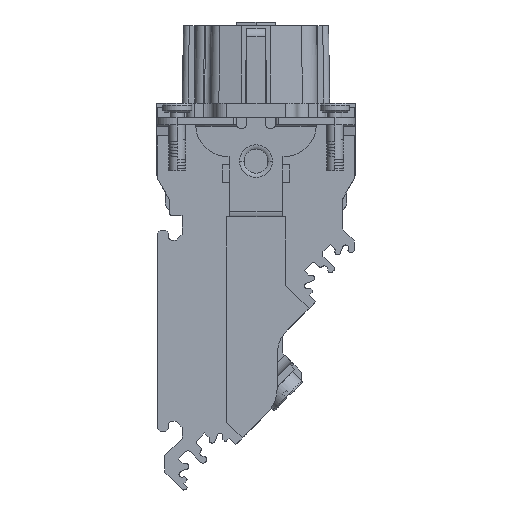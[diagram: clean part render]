
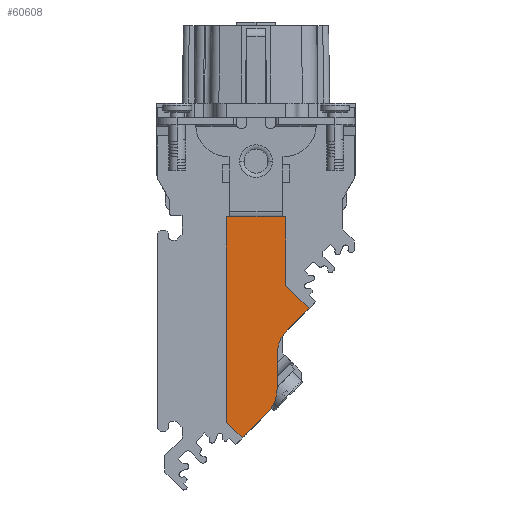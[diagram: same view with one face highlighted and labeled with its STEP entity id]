
A CAD part, left-side view. The second image highlights one B-rep face of the part: STEP entity #60608.
In plain terms, the highlighted planar face has unit normal (-1, 0, 0).
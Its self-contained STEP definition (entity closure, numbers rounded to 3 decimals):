
#18734=DIRECTION('',(0.,0.707,-0.707));
#18735=VECTOR('',#18734,5.982);
#18736=CARTESIAN_POINT('',(-18.233,-1.86,
-39.5));
#18737=LINE('',#18736,#18735);
#20132=DIRECTION('',(0.,-0.707,-0.707));
#20133=VECTOR('',#20132,3.79);
#20134=CARTESIAN_POINT('',(-18.233,5.05,
-41.05));
#20135=LINE('',#20134,#20133);
#20136=DIRECTION('',(0.,0.,-1.));
#20137=VECTOR('',#20136,35.117);
#20138=CARTESIAN_POINT('',(-18.233,5.05,
-5.933));
#20139=LINE('',#20138,#20137);
#20140=DIRECTION('',(0.,1.,0.));
#20141=VECTOR('',#20140,10.149);
#20142=CARTESIAN_POINT('',(-18.233,-5.099,
-5.933));
#20143=LINE('',#20142,#20141);
#20144=DIRECTION('',(0.,0.,1.));
#20145=VECTOR('',#20144,11.656);
#20146=CARTESIAN_POINT('',(-18.233,-5.099,
-17.589));
#20147=LINE('',#20146,#20145);
#20148=DIRECTION('',(0.,0.707,0.707));
#20149=VECTOR('',#20148,5.621);
#20150=CARTESIAN_POINT('',(-18.233,-9.074,
-21.564));
#20151=LINE('',#20150,#20149);
#20210=DIRECTION('',(0.,-0.707,0.707));
#20211=VECTOR('',#20210,5.231);
#20212=CARTESIAN_POINT('',(-18.233,-5.375,
-25.263));
#20213=LINE('',#20212,#20211);
#21301=CARTESIAN_POINT('',(-18.233,-9.617,-29.505));
#21302=DIRECTION('',(-1.,0.,0.));
#21303=DIRECTION('',(0.,0.707,0.707));
#21304=AXIS2_PLACEMENT_3D('',#21301,#21302,#21303);
#21319=DIRECTION('',(0.,0.,1.));
#21320=VECTOR('',#21319,5.752);
#21321=CARTESIAN_POINT('',(-18.233,-3.617,-35.257));
#21322=LINE('',#21321,#21320);
#21688=CARTESIAN_POINT('',(-18.233,2.383,-35.257));
#21689=DIRECTION('',(-1.,0.,0.));
#21690=DIRECTION('',(0.,-0.707,-0.707));
#21691=AXIS2_PLACEMENT_3D('',#21688,#21689,#21690);
#33394=CARTESIAN_POINT('',(-18.233,5.05,
-5.933));
#33395=CARTESIAN_POINT('',(-18.233,5.05,
-41.05));
#33396=VERTEX_POINT('',#33394);
#33397=VERTEX_POINT('',#33395);
#33398=CARTESIAN_POINT('',(-18.233,-5.099,
-17.589));
#33399=CARTESIAN_POINT('',(-18.233,-5.099,
-5.933));
#33400=VERTEX_POINT('',#33398);
#33401=VERTEX_POINT('',#33399);
#33414=CARTESIAN_POINT('',(-18.233,-1.86,
-39.5));
#33415=CARTESIAN_POINT('',(-18.233,2.37,
-43.73));
#33416=VERTEX_POINT('',#33414);
#33417=VERTEX_POINT('',#33415);
#33418=CARTESIAN_POINT('',(-18.233,-3.617,-35.257));
#33419=VERTEX_POINT('',#33418);
#33420=CARTESIAN_POINT('',(-18.233,-3.617,-29.505));
#33421=VERTEX_POINT('',#33420);
#33422=CARTESIAN_POINT('',(-18.233,-5.375,
-25.263));
#33423=VERTEX_POINT('',#33422);
#33424=CARTESIAN_POINT('',(-18.233,-9.074,
-21.564));
#33425=VERTEX_POINT('',#33424);
#60584=CARTESIAN_POINT('',(-18.233,0.,0.));
#60585=DIRECTION('',(-1.,0.,0.));
#60586=DIRECTION('',(0.,-1.,0.));
#60587=AXIS2_PLACEMENT_3D('',#60584,#60585,#60586);
#60588=PLANE('',#60587);
#60589=ORIENTED_EDGE('',*,*,#59432,.T.);
#60591=ORIENTED_EDGE('',*,*,#60590,.F.);
#60592=ORIENTED_EDGE('',*,*,#36511,.F.);
#60593=ORIENTED_EDGE('',*,*,#36528,.F.);
#60595=ORIENTED_EDGE('',*,*,#60594,.F.);
#60597=ORIENTED_EDGE('',*,*,#60596,.F.);
#60599=ORIENTED_EDGE('',*,*,#60598,.F.);
#60601=ORIENTED_EDGE('',*,*,#60600,.T.);
#60603=ORIENTED_EDGE('',*,*,#60602,.F.);
#60605=ORIENTED_EDGE('',*,*,#60604,.F.);
#60606=EDGE_LOOP('',(#60589,#60591,#60592,#60593,#60595,#60597,#60599,#60601,
#60603,#60605));
#60607=FACE_OUTER_BOUND('',#60606,.F.);
#60608=ADVANCED_FACE('',(#60607),#60588,.T.);
#21305=CIRCLE('',#21304,6.);
#21692=CIRCLE('',#21691,6.);
#36511=EDGE_CURVE('',#33396,#33397,#20139,.T.);
#36528=EDGE_CURVE('',#33401,#33396,#20143,.T.);
#59432=EDGE_CURVE('',#33416,#33417,#18737,.T.);
#60590=EDGE_CURVE('',#33397,#33417,#20135,.T.);
#60594=EDGE_CURVE('',#33400,#33401,#20147,.T.);
#60596=EDGE_CURVE('',#33425,#33400,#20151,.T.);
#60598=EDGE_CURVE('',#33423,#33425,#20213,.T.);
#60600=EDGE_CURVE('',#33423,#33421,#21305,.T.);
#60602=EDGE_CURVE('',#33419,#33421,#21322,.T.);
#60604=EDGE_CURVE('',#33416,#33419,#21692,.T.);
